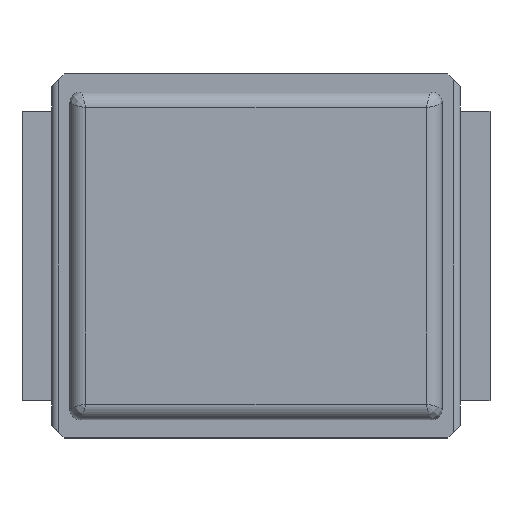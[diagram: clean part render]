
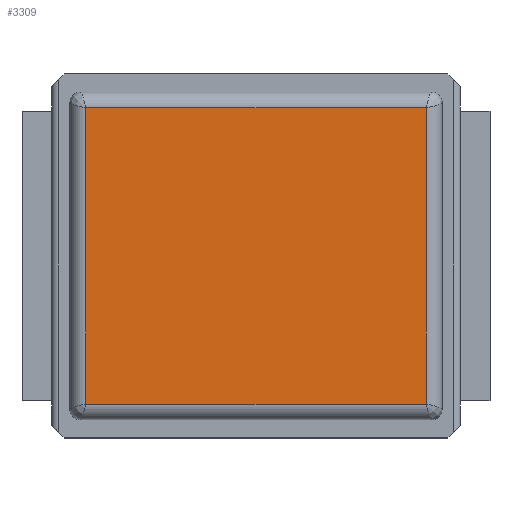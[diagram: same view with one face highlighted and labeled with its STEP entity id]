
A CAD part, top view. The second image highlights one B-rep face of the part: STEP entity #3309.
In plain terms, the highlighted planar face has unit normal (0, 0, 1).
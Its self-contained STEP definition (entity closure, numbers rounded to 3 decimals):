
#2904 = VERTEX_POINT('',#2905);
#2905 = CARTESIAN_POINT('',(2.294,1.994,0.65));
#2918 = VERTEX_POINT('',#2919);
#2919 = CARTESIAN_POINT('',(2.294,-1.994,0.65));
#2928 = EDGE_CURVE('',#2904,#2918,#2929,.T.);
#2929 = LINE('',#2930,#2931);
#2930 = CARTESIAN_POINT('',(2.294,2.068,0.65));
#2931 = VECTOR('',#2932,1.);
#2932 = DIRECTION('',(-0.,-1.,-0.));
#3014 = VERTEX_POINT('',#3015);
#3015 = CARTESIAN_POINT('',(-2.294,1.994,0.65));
#3026 = EDGE_CURVE('',#3014,#2904,#3027,.T.);
#3027 = LINE('',#3028,#3029);
#3028 = CARTESIAN_POINT('',(-2.368,1.994,0.65));
#3029 = VECTOR('',#3030,1.);
#3030 = DIRECTION('',(1.,0.,0.));
#3112 = VERTEX_POINT('',#3113);
#3113 = CARTESIAN_POINT('',(-2.294,-1.994,0.65));
#3126 = EDGE_CURVE('',#3112,#3014,#3127,.T.);
#3127 = LINE('',#3128,#3129);
#3128 = CARTESIAN_POINT('',(-2.294,-2.068,0.65));
#3129 = VECTOR('',#3130,1.);
#3130 = DIRECTION('',(0.,1.,0.));
#3224 = EDGE_CURVE('',#2918,#3112,#3225,.T.);
#3225 = LINE('',#3226,#3227);
#3226 = CARTESIAN_POINT('',(2.368,-1.994,0.65));
#3227 = VECTOR('',#3228,1.);
#3228 = DIRECTION('',(-1.,-0.,-0.));
#3309 = ADVANCED_FACE('',(#3310),#3316,.T.);
#3310 = FACE_BOUND('',#3311,.T.);
#3311 = EDGE_LOOP('',(#3312,#3313,#3314,#3315));
#3312 = ORIENTED_EDGE('',*,*,#3026,.F.);
#3313 = ORIENTED_EDGE('',*,*,#3126,.F.);
#3314 = ORIENTED_EDGE('',*,*,#3224,.F.);
#3315 = ORIENTED_EDGE('',*,*,#2928,.F.);
#3316 = PLANE('',#3317);
#3317 = AXIS2_PLACEMENT_3D('',#3318,#3319,#3320);
#3318 = CARTESIAN_POINT('',(-2.505,-2.205,0.65));
#3319 = DIRECTION('',(0.,0.,1.));
#3320 = DIRECTION('',(1.,0.,0.));
